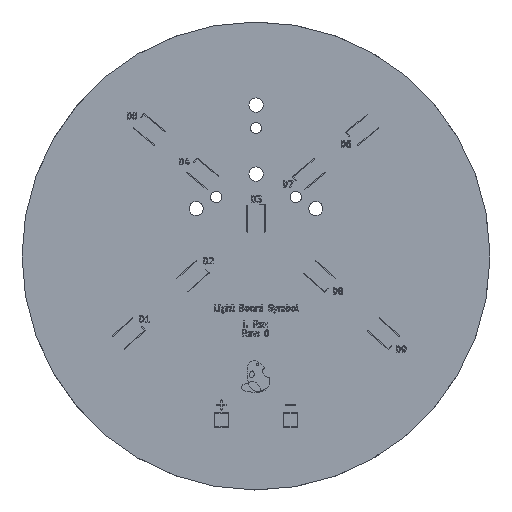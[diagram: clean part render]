
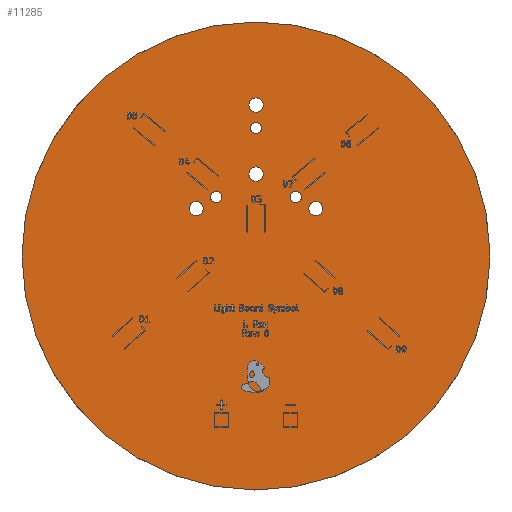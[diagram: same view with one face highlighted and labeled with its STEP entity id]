
A CAD part, top view. The second image highlights one B-rep face of the part: STEP entity #11285.
In plain terms, the highlighted planar face has unit normal (0, 0, 1).
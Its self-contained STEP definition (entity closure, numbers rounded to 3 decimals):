
#11285 = ADVANCED_FACE('',(#11286,#11313,#11324,#11335,#11346,#11357,
    #11368,#11379),#11390,.T.);
#11286 = FACE_BOUND('',#11287,.F.);
#11287 = EDGE_LOOP('',(#11288,#11298,#11307));
#11288 = ORIENTED_EDGE('',*,*,#11289,.T.);
#11289 = EDGE_CURVE('',#11290,#11292,#11294,.T.);
#11290 = VERTEX_POINT('',#11291);
#11291 = CARTESIAN_POINT('',(81.572,40.96,1.566));
#11292 = VERTEX_POINT('',#11293);
#11293 = CARTESIAN_POINT('',(81.569,40.321,1.566));
#11294 = LINE('',#11295,#11296);
#11295 = CARTESIAN_POINT('',(81.572,40.96,1.566));
#11296 = VECTOR('',#11297,1.);
#11297 = DIRECTION('',(-0.004,-1.,0.));
#11298 = ORIENTED_EDGE('',*,*,#11299,.T.);
#11299 = EDGE_CURVE('',#11292,#11300,#11302,.T.);
#11300 = VERTEX_POINT('',#11301);
#11301 = CARTESIAN_POINT('',(81.569,41.599,1.566));
#11302 = CIRCLE('',#11303,40.704);
#11303 = AXIS2_PLACEMENT_3D('',#11304,#11305,#11306);
#11304 = CARTESIAN_POINT('',(40.87,40.96,1.566));
#11305 = DIRECTION('',(-0.,0.,-1.));
#11306 = DIRECTION('',(1.,-0.016,-0.));
#11307 = ORIENTED_EDGE('',*,*,#11308,.T.);
#11308 = EDGE_CURVE('',#11300,#11290,#11309,.T.);
#11309 = LINE('',#11310,#11311);
#11310 = CARTESIAN_POINT('',(81.569,41.599,1.566));
#11311 = VECTOR('',#11312,1.);
#11312 = DIRECTION('',(0.004,-1.,0.));
#11313 = FACE_BOUND('',#11314,.F.);
#11314 = EDGE_LOOP('',(#11315));
#11315 = ORIENTED_EDGE('',*,*,#11316,.T.);
#11316 = EDGE_CURVE('',#11317,#11317,#11319,.T.);
#11317 = VERTEX_POINT('',#11318);
#11318 = CARTESIAN_POINT('',(31.715,49.21,1.566));
#11319 = CIRCLE('',#11320,1.237);
#11320 = AXIS2_PLACEMENT_3D('',#11321,#11322,#11323);
#11321 = CARTESIAN_POINT('',(30.478,49.21,1.566));
#11322 = DIRECTION('',(0.,0.,1.));
#11323 = DIRECTION('',(1.,0.,-0.));
#11324 = FACE_BOUND('',#11325,.F.);
#11325 = EDGE_LOOP('',(#11326));
#11326 = ORIENTED_EDGE('',*,*,#11327,.T.);
#11327 = EDGE_CURVE('',#11328,#11328,#11330,.T.);
#11328 = VERTEX_POINT('',#11329);
#11329 = CARTESIAN_POINT('',(52.5,49.21,1.566));
#11330 = CIRCLE('',#11331,1.237);
#11331 = AXIS2_PLACEMENT_3D('',#11332,#11333,#11334);
#11332 = CARTESIAN_POINT('',(51.262,49.21,1.566));
#11333 = DIRECTION('',(0.,0.,1.));
#11334 = DIRECTION('',(1.,0.,-0.));
#11335 = FACE_BOUND('',#11336,.F.);
#11336 = EDGE_LOOP('',(#11337));
#11337 = ORIENTED_EDGE('',*,*,#11338,.T.);
#11338 = EDGE_CURVE('',#11339,#11339,#11341,.T.);
#11339 = VERTEX_POINT('',#11340);
#11340 = CARTESIAN_POINT('',(34.929,51.21,1.566));
#11341 = CIRCLE('',#11342,0.987);
#11342 = AXIS2_PLACEMENT_3D('',#11343,#11344,#11345);
#11343 = CARTESIAN_POINT('',(33.942,51.21,1.566));
#11344 = DIRECTION('',(0.,0.,1.));
#11345 = DIRECTION('',(1.,0.,-0.));
#11346 = FACE_BOUND('',#11347,.F.);
#11347 = EDGE_LOOP('',(#11348));
#11348 = ORIENTED_EDGE('',*,*,#11349,.T.);
#11349 = EDGE_CURVE('',#11350,#11350,#11352,.T.);
#11350 = VERTEX_POINT('',#11351);
#11351 = CARTESIAN_POINT('',(48.786,51.21,1.566));
#11352 = CIRCLE('',#11353,0.987);
#11353 = AXIS2_PLACEMENT_3D('',#11354,#11355,#11356);
#11354 = CARTESIAN_POINT('',(47.798,51.21,1.566));
#11355 = DIRECTION('',(0.,0.,1.));
#11356 = DIRECTION('',(1.,0.,-0.));
#11357 = FACE_BOUND('',#11358,.F.);
#11358 = EDGE_LOOP('',(#11359));
#11359 = ORIENTED_EDGE('',*,*,#11360,.T.);
#11360 = EDGE_CURVE('',#11361,#11361,#11363,.T.);
#11361 = VERTEX_POINT('',#11362);
#11362 = CARTESIAN_POINT('',(42.107,55.21,1.566));
#11363 = CIRCLE('',#11364,1.237);
#11364 = AXIS2_PLACEMENT_3D('',#11365,#11366,#11367);
#11365 = CARTESIAN_POINT('',(40.87,55.21,1.566));
#11366 = DIRECTION('',(0.,0.,1.));
#11367 = DIRECTION('',(1.,0.,-0.));
#11368 = FACE_BOUND('',#11369,.F.);
#11369 = EDGE_LOOP('',(#11370));
#11370 = ORIENTED_EDGE('',*,*,#11371,.T.);
#11371 = EDGE_CURVE('',#11372,#11372,#11374,.T.);
#11372 = VERTEX_POINT('',#11373);
#11373 = CARTESIAN_POINT('',(41.857,63.21,1.566));
#11374 = CIRCLE('',#11375,0.987);
#11375 = AXIS2_PLACEMENT_3D('',#11376,#11377,#11378);
#11376 = CARTESIAN_POINT('',(40.87,63.21,1.566));
#11377 = DIRECTION('',(0.,0.,1.));
#11378 = DIRECTION('',(1.,0.,-0.));
#11379 = FACE_BOUND('',#11380,.F.);
#11380 = EDGE_LOOP('',(#11381));
#11381 = ORIENTED_EDGE('',*,*,#11382,.T.);
#11382 = EDGE_CURVE('',#11383,#11383,#11385,.T.);
#11383 = VERTEX_POINT('',#11384);
#11384 = CARTESIAN_POINT('',(42.107,67.21,1.566));
#11385 = CIRCLE('',#11386,1.237);
#11386 = AXIS2_PLACEMENT_3D('',#11387,#11388,#11389);
#11387 = CARTESIAN_POINT('',(40.87,67.21,1.566));
#11388 = DIRECTION('',(0.,0.,1.));
#11389 = DIRECTION('',(1.,0.,-0.));
#11390 = PLANE('',#11391);
#11391 = AXIS2_PLACEMENT_3D('',#11392,#11393,#11394);
#11392 = CARTESIAN_POINT('',(0.,0.,1.566));
#11393 = DIRECTION('',(0.,0.,1.));
#11394 = DIRECTION('',(1.,0.,-0.));
